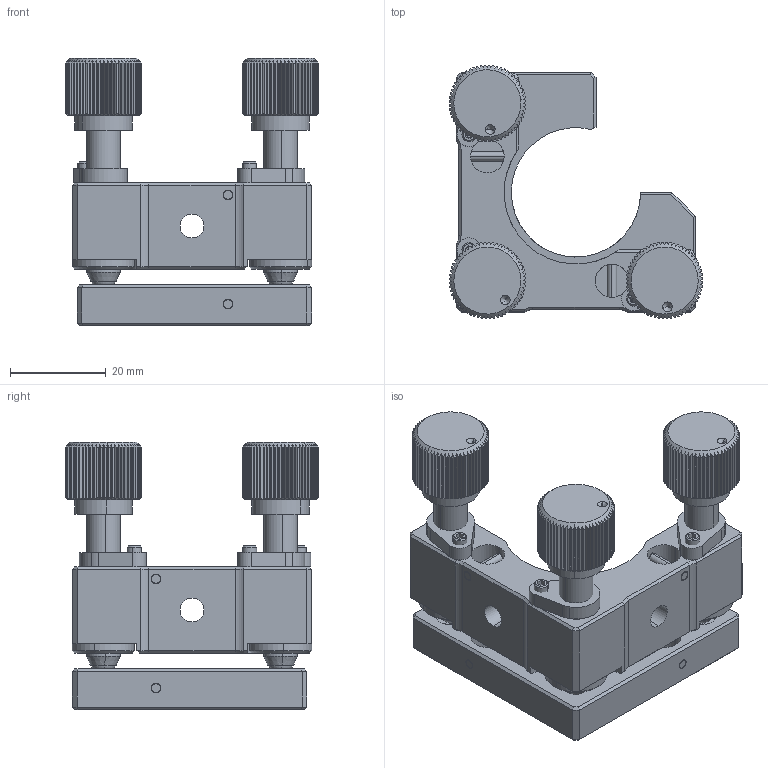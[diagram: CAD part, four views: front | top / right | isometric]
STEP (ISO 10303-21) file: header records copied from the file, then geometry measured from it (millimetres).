
FILE_DESCRIPTION (( 'STEP AP203' ), '1' );
FILE_NAME ('OMHS30-BS.STEP', '2018-12-10T02:22:11', ( '' ), ( '' ), 'SwSTEP 2.0', 'SolidWorks 2016', '' );
FILE_SCHEMA (( 'CONFIG_CONTROL_DESIGN' ));
Length unit declared in the file: millimetre
Products named in the file (1): OMHS30-BS
Bounding box: 52.99 x 52.99 x 55.8 mm (x, y, z)
Surface area: 19581.2 mm2 (no closed solid volume)
Topology: 0 solids, 33 shells, 1048 faces, 2904 edges, 1884 vertices
Faces by surface type: plane 526, cylinder 280, cone 236, torus 6
Entity records: 34308 total; most frequent: CARTESIAN_POINT 8624, ORIENTED_EDGE 5356, DIRECTION 5068, EDGE_CURVE 2890, AXIS2_PLACEMENT_3D 1900, VERTEX_POINT 1880, VECTOR 1268, LINE 1268
